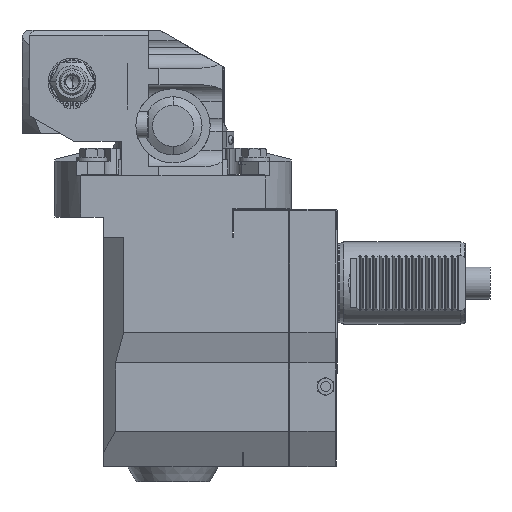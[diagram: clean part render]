
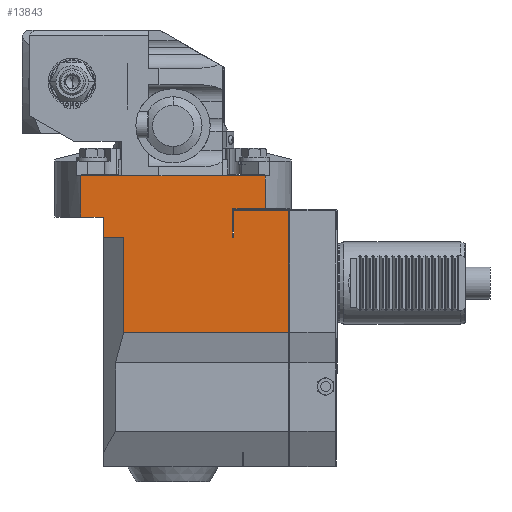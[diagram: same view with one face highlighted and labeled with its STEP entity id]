
A CAD part, front view. The second image highlights one B-rep face of the part: STEP entity #13843.
In plain terms, the highlighted planar face has unit normal (0, -1, 0).
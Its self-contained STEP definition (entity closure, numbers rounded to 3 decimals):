
#93=DIRECTION('',(0.,0.,-1.));
#94=VECTOR('',#93,74.);
#95=CARTESIAN_POINT('',(-29.5,-45.,44.));
#96=LINE('',#95,#94);
#125=DIRECTION('',(1.,0.,0.));
#126=VECTOR('',#125,55.463);
#127=CARTESIAN_POINT('',(-127.88,-45.,65.2));
#128=LINE('',#127,#126);
#129=DIRECTION('',(0.,0.,-1.));
#130=VECTOR('',#129,17.2);
#131=CARTESIAN_POINT('',(-63.5,-45.,45.2));
#132=LINE('',#131,#130);
#133=DIRECTION('',(1.,0.,0.));
#134=VECTOR('',#133,0.5);
#135=CARTESIAN_POINT('',(-63.5,-45.,28.));
#136=LINE('',#135,#134);
#137=DIRECTION('',(0.,0.,-1.));
#138=VECTOR('',#137,16.);
#139=CARTESIAN_POINT('',(-63.,-45.,44.));
#140=LINE('',#139,#138);
#141=DIRECTION('',(0.,0.,1.));
#142=VECTOR('',#141,58.);
#143=CARTESIAN_POINT('',(-130.,-45.,-30.));
#144=LINE('',#143,#142);
#145=DIRECTION('',(0.,0.,1.));
#146=VECTOR('',#145,25.);
#147=CARTESIAN_POINT('',(-156.205,-45.,40.2));
#148=LINE('',#147,#146);
#231=DIRECTION('',(1.,0.,0.));
#232=VECTOR('',#231,28.325);
#233=CARTESIAN_POINT('',(-156.205,-45.,65.2));
#234=LINE('',#233,#232);
#1531=DIRECTION('',(1.,0.,0.));
#1532=VECTOR('',#1531,28.623);
#1533=CARTESIAN_POINT('',(-72.418,-45.,65.2));
#1534=LINE('',#1533,#1532);
#3544=DIRECTION('',(-1.,0.,0.));
#3545=VECTOR('',#3544,13.705);
#3546=CARTESIAN_POINT('',(-142.5,-45.,40.2));
#3547=LINE('',#3546,#3545);
#3556=DIRECTION('',(0.,0.,-1.));
#3557=VECTOR('',#3556,12.2);
#3558=CARTESIAN_POINT('',(-142.5,-45.,40.2));
#3559=LINE('',#3558,#3557);
#3884=DIRECTION('',(-1.,0.,0.));
#3885=VECTOR('',#3884,12.5);
#3886=CARTESIAN_POINT('',(-130.,-45.,28.));
#3887=LINE('',#3886,#3885);
#3892=DIRECTION('',(1.,0.,0.));
#3893=VECTOR('',#3892,100.5);
#3894=CARTESIAN_POINT('',(-130.,-45.,-30.));
#3895=LINE('',#3894,#3893);
#3940=DIRECTION('',(1.,0.,0.));
#3941=VECTOR('',#3940,19.705);
#3942=CARTESIAN_POINT('',(-63.5,-45.,45.2));
#3943=LINE('',#3942,#3941);
#3953=DIRECTION('',(0.,0.,1.));
#3954=VECTOR('',#3953,20.);
#3955=CARTESIAN_POINT('',(-43.795,-45.,45.2));
#3956=LINE('',#3955,#3954);
#5142=DIRECTION('',(1.,0.,0.));
#5143=VECTOR('',#5142,33.5);
#5144=CARTESIAN_POINT('',(-63.,-45.,44.));
#5145=LINE('',#5144,#5143);
#11853=CARTESIAN_POINT('',(-63.,-45.,28.));
#11855=VERTEX_POINT('',#11853);
#11856=CARTESIAN_POINT('',(-29.5,-45.,-30.));
#11858=VERTEX_POINT('',#11856);
#11864=CARTESIAN_POINT('',(-130.,-45.,-30.));
#11866=VERTEX_POINT('',#11864);
#11884=CARTESIAN_POINT('',(-63.,-45.,44.));
#11885=CARTESIAN_POINT('',(-29.5,-45.,44.));
#11886=VERTEX_POINT('',#11884);
#11887=VERTEX_POINT('',#11885);
#11976=CARTESIAN_POINT('',(-43.795,-45.,45.2));
#11978=VERTEX_POINT('',#11976);
#11980=CARTESIAN_POINT('',(-43.795,-45.,65.2));
#11981=VERTEX_POINT('',#11980);
#11984=CARTESIAN_POINT('',(-63.5,-45.,45.2));
#11986=VERTEX_POINT('',#11984);
#11988=CARTESIAN_POINT('',(-156.205,-45.,40.2));
#11990=VERTEX_POINT('',#11988);
#11992=CARTESIAN_POINT('',(-142.5,-45.,40.2));
#11994=VERTEX_POINT('',#11992);
#11998=CARTESIAN_POINT('',(-142.5,-45.,28.));
#11999=VERTEX_POINT('',#11998);
#12000=CARTESIAN_POINT('',(-156.205,-45.,65.2));
#12001=VERTEX_POINT('',#12000);
#12028=CARTESIAN_POINT('',(-63.5,-45.,28.));
#12030=VERTEX_POINT('',#12028);
#12032=CARTESIAN_POINT('',(-130.,-45.,28.));
#12034=VERTEX_POINT('',#12032);
#12683=CARTESIAN_POINT('',(-127.88,-45.,65.2));
#12684=CARTESIAN_POINT('',(-72.418,-45.,65.2));
#12685=VERTEX_POINT('',#12683);
#12686=VERTEX_POINT('',#12684);
#13805=CARTESIAN_POINT('',(-55.5,-45.,27.));
#13806=DIRECTION('',(0.,-1.,0.));
#13807=DIRECTION('',(0.,0.,-1.));
#13808=AXIS2_PLACEMENT_3D('',#13805,#13806,#13807);
#13809=PLANE('',#13808);
#13811=ORIENTED_EDGE('',*,*,#13810,.T.);
#13813=ORIENTED_EDGE('',*,*,#13812,.T.);
#13815=ORIENTED_EDGE('',*,*,#13814,.F.);
#13817=ORIENTED_EDGE('',*,*,#13816,.F.);
#13819=ORIENTED_EDGE('',*,*,#13818,.T.);
#13821=ORIENTED_EDGE('',*,*,#13820,.T.);
#13823=ORIENTED_EDGE('',*,*,#13822,.F.);
#13825=ORIENTED_EDGE('',*,*,#13824,.T.);
#13826=ORIENTED_EDGE('',*,*,#13753,.T.);
#13828=ORIENTED_EDGE('',*,*,#13827,.F.);
#13830=ORIENTED_EDGE('',*,*,#13829,.T.);
#13832=ORIENTED_EDGE('',*,*,#13831,.T.);
#13834=ORIENTED_EDGE('',*,*,#13833,.F.);
#13836=ORIENTED_EDGE('',*,*,#13835,.T.);
#13838=ORIENTED_EDGE('',*,*,#13837,.T.);
#13840=ORIENTED_EDGE('',*,*,#13839,.T.);
#13841=EDGE_LOOP('',(#13811,#13813,#13815,#13817,#13819,#13821,#13823,#13825,
#13826,#13828,#13830,#13832,#13834,#13836,#13838,#13840));
#13842=FACE_OUTER_BOUND('',#13841,.F.);
#13843=ADVANCED_FACE('',(#13842),#13809,.T.);
#13753=EDGE_CURVE('',#11887,#11858,#96,.T.);
#13810=EDGE_CURVE('',#12685,#12686,#128,.T.);
#13812=EDGE_CURVE('',#12686,#11981,#1534,.T.);
#13814=EDGE_CURVE('',#11978,#11981,#3956,.T.);
#13816=EDGE_CURVE('',#11986,#11978,#3943,.T.);
#13818=EDGE_CURVE('',#11986,#12030,#132,.T.);
#13820=EDGE_CURVE('',#12030,#11855,#136,.T.);
#13822=EDGE_CURVE('',#11886,#11855,#140,.T.);
#13824=EDGE_CURVE('',#11886,#11887,#5145,.T.);
#13827=EDGE_CURVE('',#11866,#11858,#3895,.T.);
#13829=EDGE_CURVE('',#11866,#12034,#144,.T.);
#13831=EDGE_CURVE('',#12034,#11999,#3887,.T.);
#13833=EDGE_CURVE('',#11994,#11999,#3559,.T.);
#13835=EDGE_CURVE('',#11994,#11990,#3547,.T.);
#13837=EDGE_CURVE('',#11990,#12001,#148,.T.);
#13839=EDGE_CURVE('',#12001,#12685,#234,.T.);
